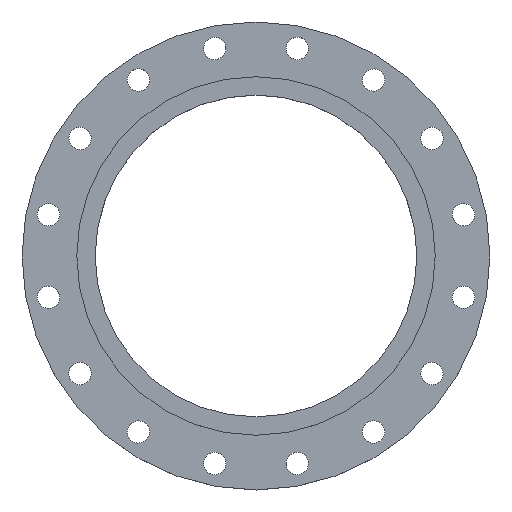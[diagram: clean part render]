
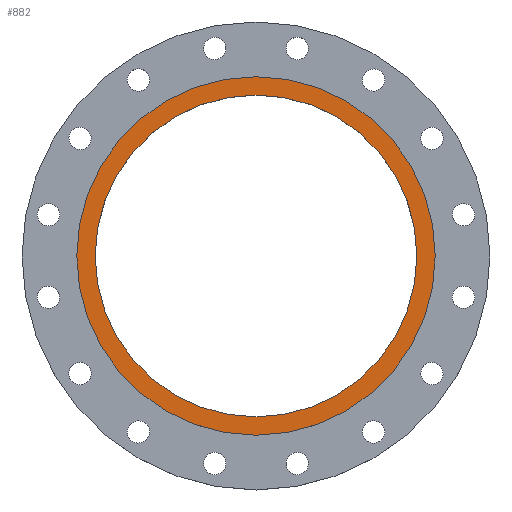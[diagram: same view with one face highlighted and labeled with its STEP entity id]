
A CAD part, top view. The second image highlights one B-rep face of the part: STEP entity #882.
In plain terms, the highlighted planar face has unit normal (0, 0, 1).
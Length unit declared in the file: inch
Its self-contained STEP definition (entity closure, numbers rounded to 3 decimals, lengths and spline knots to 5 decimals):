
#69 = ORIENTED_EDGE ( 'NONE', *, *, #1570, .F. ) ;
#72 = ORIENTED_EDGE ( 'NONE', *, *, #248, .T. ) ;
#83 = AXIS2_PLACEMENT_3D ( 'NONE', #477, #839, #1330 ) ;
#163 = CARTESIAN_POINT ( 'NONE',  ( 0., 0., 0. ) ) ;
#232 = CIRCLE ( 'NONE', #643, 9. ) ;
#248 = EDGE_CURVE ( 'NONE', #659, #1388, #382, .T. ) ;
#294 = CARTESIAN_POINT ( 'NONE',  ( 0., 0., 0. ) ) ;
#336 = DIRECTION ( 'NONE',  ( 0., 0., 1. ) ) ;
#382 = CIRCLE ( 'NONE', #617, 9. ) ;
#477 = CARTESIAN_POINT ( 'NONE',  ( 0., 0., 0. ) ) ;
#532 = EDGE_CURVE ( 'NONE', #713, #1276, #610, .T. ) ;
#568 = FACE_BOUND ( 'NONE', #727, .T. ) ;
#590 = CARTESIAN_POINT ( 'NONE',  ( -9., 0., 0. ) ) ;
#610 = CIRCLE ( 'NONE', #665, 8.08 ) ;
#616 = ORIENTED_EDGE ( 'NONE', *, *, #532, .F. ) ;
#617 = AXIS2_PLACEMENT_3D ( 'NONE', #163, #1499, #754 ) ;
#634 = EDGE_LOOP ( 'NONE', ( #1384, #72 ) ) ;
#643 = AXIS2_PLACEMENT_3D ( 'NONE', #1556, #336, #1226 ) ;
#659 = VERTEX_POINT ( 'NONE', #590 ) ;
#665 = AXIS2_PLACEMENT_3D ( 'NONE', #1068, #938, #1109 ) ;
#713 = VERTEX_POINT ( 'NONE', #864 ) ;
#727 = EDGE_LOOP ( 'NONE', ( #69, #616 ) ) ;
#734 = FACE_OUTER_BOUND ( 'NONE', #634, .T. ) ;
#754 = DIRECTION ( 'NONE',  ( 1., 0., 0. ) ) ;
#839 = DIRECTION ( 'NONE',  ( 0., 0., 1. ) ) ;
#864 = CARTESIAN_POINT ( 'NONE',  ( -8.08, 0., 0. ) ) ;
#882 = ADVANCED_FACE ( 'NONE', ( #568, #734 ), #1564, .T. ) ;
#927 = EDGE_CURVE ( 'NONE', #1388, #659, #232, .T. ) ;
#938 = DIRECTION ( 'NONE',  ( 0., 0., 1. ) ) ;
#1068 = CARTESIAN_POINT ( 'NONE',  ( 0., 0., 0. ) ) ;
#1109 = DIRECTION ( 'NONE',  ( 1., 0., 0. ) ) ;
#1167 = AXIS2_PLACEMENT_3D ( 'NONE', #294, #1398, #1257 ) ;
#1226 = DIRECTION ( 'NONE',  ( 1., 0., 0. ) ) ;
#1248 = CIRCLE ( 'NONE', #1167, 8.08 ) ;
#1257 = DIRECTION ( 'NONE',  ( 1., 0., 0. ) ) ;
#1276 = VERTEX_POINT ( 'NONE', #1325 ) ;
#1325 = CARTESIAN_POINT ( 'NONE',  ( 8.08, 0., 0. ) ) ;
#1330 = DIRECTION ( 'NONE',  ( 1., 0., 0. ) ) ;
#1384 = ORIENTED_EDGE ( 'NONE', *, *, #927, .T. ) ;
#1388 = VERTEX_POINT ( 'NONE', #1485 ) ;
#1398 = DIRECTION ( 'NONE',  ( 0., 0., 1. ) ) ;
#1485 = CARTESIAN_POINT ( 'NONE',  ( 9., 0., 0. ) ) ;
#1499 = DIRECTION ( 'NONE',  ( 0., 0., 1. ) ) ;
#1556 = CARTESIAN_POINT ( 'NONE',  ( 0., 0., 0. ) ) ;
#1564 = PLANE ( 'NONE',  #83 ) ;
#1570 = EDGE_CURVE ( 'NONE', #1276, #713, #1248, .T. ) ;
